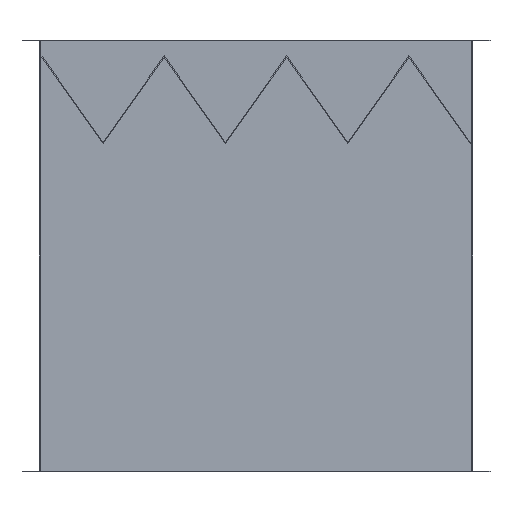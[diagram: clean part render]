
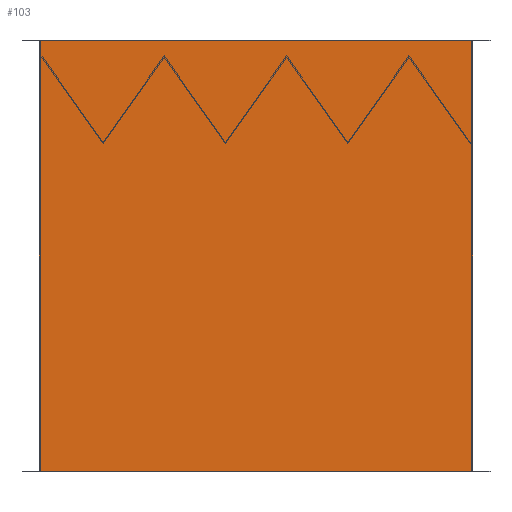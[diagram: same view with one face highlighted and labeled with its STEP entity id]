
A CAD part, front view. The second image highlights one B-rep face of the part: STEP entity #103.
In plain terms, the highlighted planar face has unit normal (0, -1, 0).
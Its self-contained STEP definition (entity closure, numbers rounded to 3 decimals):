
#42 = VERTEX_POINT ( 'NONE', #670 ) ;
#44 = EDGE_CURVE ( 'NONE', #45, #42, #669, .T. ) ;
#45 = VERTEX_POINT ( 'NONE', #729 ) ;
#103 = ADVANCED_FACE ( 'NONE', ( #811 ), #810, .F. ) ;
#104 = EDGE_LOOP ( 'NONE', ( #105, #107, #108, #110 ) ) ;
#105 = ORIENTED_EDGE ( 'NONE', *, *, #106, .F. ) ;
#106 = EDGE_CURVE ( 'NONE', #629, #42, #808, .T. ) ;
#107 = ORIENTED_EDGE ( 'NONE', *, *, #622, .F. ) ;
#108 = ORIENTED_EDGE ( 'NONE', *, *, #109, .F. ) ;
#109 = EDGE_CURVE ( 'NONE', #45, #626, #801, .T. ) ;
#110 = ORIENTED_EDGE ( 'NONE', *, *, #44, .T. ) ;
#622 = EDGE_CURVE ( 'NONE', #626, #629, #1565, .T. ) ;
#626 = VERTEX_POINT ( 'NONE', #1554 ) ;
#629 = VERTEX_POINT ( 'NONE', #1616 ) ;
#666 = DIRECTION ( 'NONE',  ( 0., 0., -1. ) ) ;
#667 = VECTOR ( 'NONE', #666, 1000. ) ;
#668 = CARTESIAN_POINT ( 'NONE',  ( -251., -151., 250. ) ) ;
#669 = LINE ( 'NONE', #668, #667 ) ;
#670 = CARTESIAN_POINT ( 'NONE',  ( -251., -151., -249. ) ) ;
#729 = CARTESIAN_POINT ( 'NONE',  ( -251., -151., 249. ) ) ;
#798 = DIRECTION ( 'NONE',  ( 1., 0., 0. ) ) ;
#799 = VECTOR ( 'NONE', #798, 1000. ) ;
#800 = CARTESIAN_POINT ( 'NONE',  ( 250., -151., 249. ) ) ;
#801 = LINE ( 'NONE', #800, #799 ) ;
#802 = DIRECTION ( 'NONE',  ( -1., 0., 0. ) ) ;
#803 = VECTOR ( 'NONE', #802, 1000. ) ;
#804 = CARTESIAN_POINT ( 'NONE',  ( 250., -151., -249. ) ) ;
#805 = DIRECTION ( 'NONE',  ( -1., 0., 0. ) ) ;
#806 = DIRECTION ( 'NONE',  ( 0., 1., 0. ) ) ;
#807 = AXIS2_PLACEMENT_3D ( 'NONE', #809, #806, #805 ) ;
#808 = LINE ( 'NONE', #804, #803 ) ;
#809 = CARTESIAN_POINT ( 'NONE',  ( 250., -151., 250. ) ) ;
#810 = PLANE ( 'NONE',  #807 ) ;
#811 = FACE_OUTER_BOUND ( 'NONE', #104, .T. ) ;
#1554 = CARTESIAN_POINT ( 'NONE',  ( 251., -151., 249. ) ) ;
#1562 = DIRECTION ( 'NONE',  ( 0., 0., -1. ) ) ;
#1563 = VECTOR ( 'NONE', #1562, 1000. ) ;
#1564 = CARTESIAN_POINT ( 'NONE',  ( 251., -151., 250. ) ) ;
#1565 = LINE ( 'NONE', #1564, #1563 ) ;
#1616 = CARTESIAN_POINT ( 'NONE',  ( 251., -151., -249. ) ) ;
